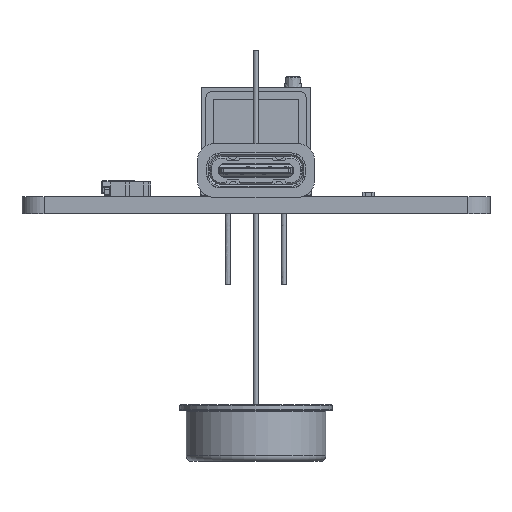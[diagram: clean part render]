
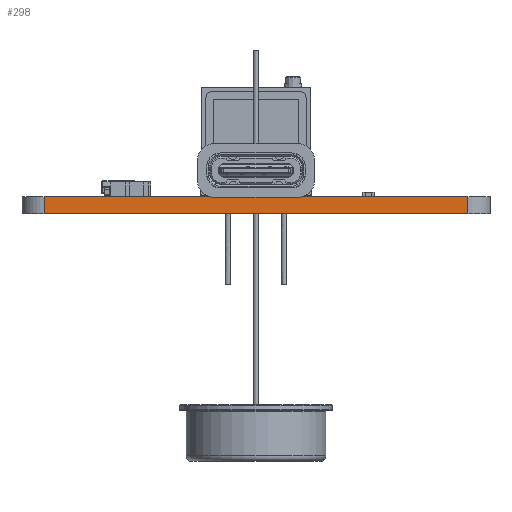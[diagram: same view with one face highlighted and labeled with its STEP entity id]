
A CAD part, left-side view. The second image highlights one B-rep face of the part: STEP entity #298.
In plain terms, the highlighted planar face has unit normal (-1, 0, 0).
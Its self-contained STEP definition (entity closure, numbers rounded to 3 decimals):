
#271 = VERTEX_POINT('',#272);
#272 = CARTESIAN_POINT('',(-21.13,19.13,1.55));
#279 = EDGE_CURVE('',#280,#271,#282,.T.);
#280 = VERTEX_POINT('',#281);
#281 = CARTESIAN_POINT('',(-21.13,19.13,0.));
#282 = LINE('',#283,#284);
#283 = CARTESIAN_POINT('',(-21.13,19.13,0.));
#284 = VECTOR('',#285,1.);
#285 = DIRECTION('',(0.,0.,1.));
#298 = ADVANCED_FACE('',(#299),#324,.F.);
#299 = FACE_BOUND('',#300,.F.);
#300 = EDGE_LOOP('',(#301,#302,#310,#318));
#301 = ORIENTED_EDGE('',*,*,#279,.T.);
#302 = ORIENTED_EDGE('',*,*,#303,.T.);
#303 = EDGE_CURVE('',#271,#304,#306,.T.);
#304 = VERTEX_POINT('',#305);
#305 = CARTESIAN_POINT('',(-21.13,-19.126,1.55));
#306 = LINE('',#307,#308);
#307 = CARTESIAN_POINT('',(-21.13,19.13,1.55));
#308 = VECTOR('',#309,1.);
#309 = DIRECTION('',(0.,-1.,0.));
#310 = ORIENTED_EDGE('',*,*,#311,.F.);
#311 = EDGE_CURVE('',#312,#304,#314,.T.);
#312 = VERTEX_POINT('',#313);
#313 = CARTESIAN_POINT('',(-21.13,-19.126,0.));
#314 = LINE('',#315,#316);
#315 = CARTESIAN_POINT('',(-21.13,-19.126,0.));
#316 = VECTOR('',#317,1.);
#317 = DIRECTION('',(0.,0.,1.));
#318 = ORIENTED_EDGE('',*,*,#319,.F.);
#319 = EDGE_CURVE('',#280,#312,#320,.T.);
#320 = LINE('',#321,#322);
#321 = CARTESIAN_POINT('',(-21.13,19.13,0.));
#322 = VECTOR('',#323,1.);
#323 = DIRECTION('',(0.,-1.,0.));
#324 = PLANE('',#325);
#325 = AXIS2_PLACEMENT_3D('',#326,#327,#328);
#326 = CARTESIAN_POINT('',(-21.13,19.13,0.));
#327 = DIRECTION('',(1.,0.,-0.));
#328 = DIRECTION('',(0.,-1.,0.));
